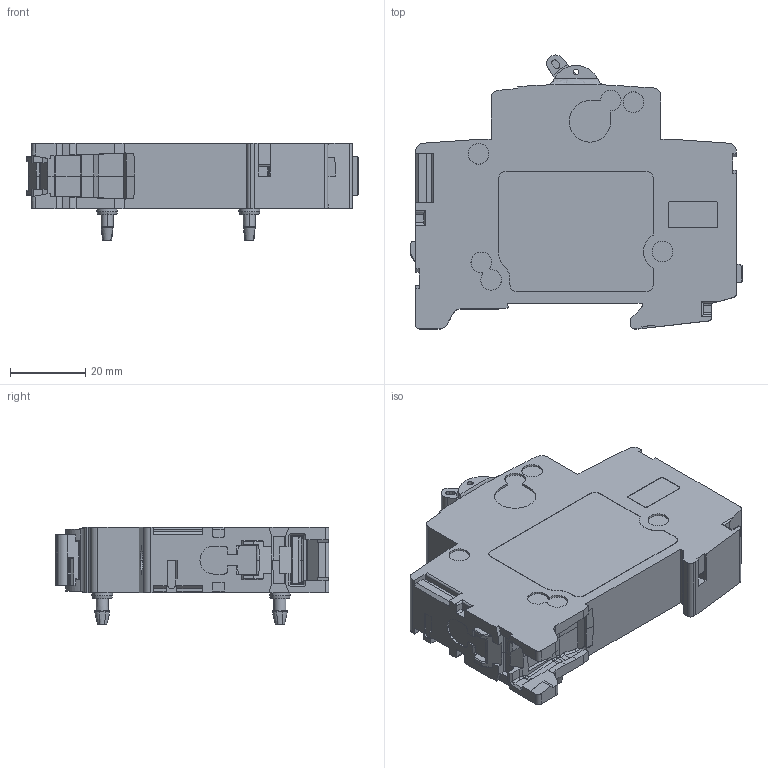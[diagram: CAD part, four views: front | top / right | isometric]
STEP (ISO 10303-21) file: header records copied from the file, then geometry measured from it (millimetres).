
FILE_DESCRIPTION((''),'2;1');
FILE_NAME('2CDS200909_S2C-AX_MIT_ABB','2015-04-28T',('DEU121775'),(''),'PRO/ENGINEER BY PARAMETRIC TECHNOLOGY CORPORATION, 2014200','PRO/ENGINEER BY PARAMETRIC TECHNOLOGY CORPORATION, 2014200','');
FILE_SCHEMA(('CONFIG_CONTROL_DESIGN'));
Length unit declared in the file: millimetre
Products named in the file (1): 2CDS200909_S2C-AX_MIT_ABB
Bounding box: 88 x 72.6 x 25.84 mm (x, y, z)
Volume: 75868.8 mm3; surface area: 16430.2 mm2
Topology: 1 solids, 1 shells, 902 faces, 2459 edges, 1594 vertices
Faces by surface type: plane 594, cylinder 220, cone 42, bspline 28, torus 14, sphere 4
Entity records: 31529 total; most frequent: CARTESIAN_POINT 8999, ORIENTED_EDGE 4918, DIRECTION 4359, EDGE_CURVE 2459, VECTOR 1699, LINE 1699, VERTEX_POINT 1594, AXIS2_PLACEMENT_3D 1330
